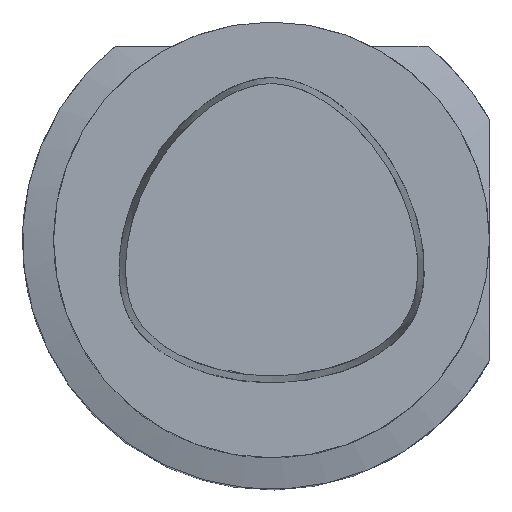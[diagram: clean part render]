
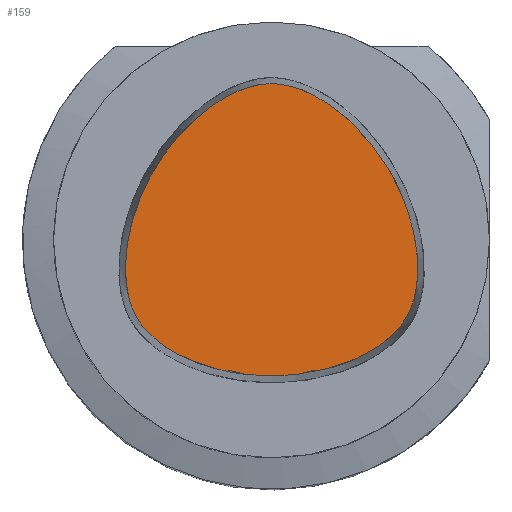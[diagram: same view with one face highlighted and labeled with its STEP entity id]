
A CAD part, top view. The second image highlights one B-rep face of the part: STEP entity #159.
In plain terms, the highlighted planar face has unit normal (0, 0, 1).
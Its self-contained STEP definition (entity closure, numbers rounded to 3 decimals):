
#112=B_SPLINE_CURVE_WITH_KNOTS('',3,(#801,#802,#803,#804,#805,#806,#807,
#808,#809,#810,#811,#812,#813,#814,#815,#816,#817,#818,#819,#820,#821,#822,
#823,#824,#825,#826,#827,#828,#829,#830,#831,#832,#833,#834),
 .UNSPECIFIED.,.F.,.F.,(4,2,2,2,2,2,2,2,2,2,2,2,2,2,2,2,4),(0.,0.063,0.125,
0.156,0.188,0.25,0.375,0.438,0.5,0.563,0.625,0.75,0.813,0.844,0.875,
0.938,1.),.UNSPECIFIED.);
#113=B_SPLINE_CURVE_WITH_KNOTS('',3,(#837,#838,#839,#840,#841,#842,#843),
 .UNSPECIFIED.,.F.,.F.,(4,3,4),(0.,0.5,1.),.UNSPECIFIED.);
#159=ADVANCED_FACE('',(#209),#189,.T.);
#189=PLANE('',#591);
#209=FACE_OUTER_BOUND('',#235,.T.);
#235=EDGE_LOOP('',(#279,#280));
#279=ORIENTED_EDGE('',*,*,#472,.T.);
#280=ORIENTED_EDGE('',*,*,#473,.T.);
#419=VERTEX_POINT('',#835);
#420=VERTEX_POINT('',#836);
#472=EDGE_CURVE('',#419,#420,#112,.T.);
#473=EDGE_CURVE('',#420,#419,#113,.T.);
#591=AXIS2_PLACEMENT_3D('',#844,#664,#665);
#664=DIRECTION('',(0.,0.,1.));
#665=DIRECTION('',(-1.,0.,0.));
#801=CARTESIAN_POINT('',(3.589,-19.518,38.));
#802=CARTESIAN_POINT('',(6.196,-19.221,38.));
#803=CARTESIAN_POINT('',(8.724,-18.632,38.));
#804=CARTESIAN_POINT('',(13.575,-16.697,38.));
#805=CARTESIAN_POINT('',(15.906,-15.376,38.));
#806=CARTESIAN_POINT('',(18.68,-12.581,38.));
#807=CARTESIAN_POINT('',(19.457,-11.51,38.));
#808=CARTESIAN_POINT('',(20.521,-9.098,38.));
#809=CARTESIAN_POINT('',(20.827,-7.814,38.));
#810=CARTESIAN_POINT('',(21.304,-3.888,38.));
#811=CARTESIAN_POINT('',(21.047,-1.226,38.));
#812=CARTESIAN_POINT('',(19.315,6.374,38.));
#813=CARTESIAN_POINT('',(16.815,11.137,38.));
#814=CARTESIAN_POINT('',(11.619,16.996,38.));
#815=CARTESIAN_POINT('',(9.623,18.742,38.));
#816=CARTESIAN_POINT('',(5.166,21.477,38.));
#817=CARTESIAN_POINT('',(2.608,22.531,38.));
#818=CARTESIAN_POINT('',(-2.62,22.521,38.));
#819=CARTESIAN_POINT('',(-5.168,21.474,38.));
#820=CARTESIAN_POINT('',(-9.634,18.739,38.));
#821=CARTESIAN_POINT('',(-11.623,16.992,38.));
#822=CARTESIAN_POINT('',(-16.814,11.135,38.));
#823=CARTESIAN_POINT('',(-19.309,6.387,38.));
#824=CARTESIAN_POINT('',(-21.052,-1.237,38.));
#825=CARTESIAN_POINT('',(-21.299,-3.883,38.));
#826=CARTESIAN_POINT('',(-20.832,-7.793,38.));
#827=CARTESIAN_POINT('',(-20.524,-9.084,38.));
#828=CARTESIAN_POINT('',(-19.465,-11.496,38.));
#829=CARTESIAN_POINT('',(-18.689,-12.568,38.));
#830=CARTESIAN_POINT('',(-15.912,-15.374,38.));
#831=CARTESIAN_POINT('',(-13.572,-16.695,38.));
#832=CARTESIAN_POINT('',(-8.747,-18.624,38.));
#833=CARTESIAN_POINT('',(-6.175,-19.224,38.));
#834=CARTESIAN_POINT('',(-3.589,-19.519,38.));
#835=CARTESIAN_POINT('',(3.589,-19.518,38.));
#836=CARTESIAN_POINT('',(-3.589,-19.519,38.));
#837=CARTESIAN_POINT('',(-3.589,-19.519,38.));
#838=CARTESIAN_POINT('',(-2.406,-19.654,38.));
#839=CARTESIAN_POINT('',(-1.203,-19.724,38.));
#840=CARTESIAN_POINT('',(0.,-19.724,38.));
#841=CARTESIAN_POINT('',(1.203,-19.724,38.));
#842=CARTESIAN_POINT('',(2.405,-19.653,38.));
#843=CARTESIAN_POINT('',(3.589,-19.518,38.));
#844=CARTESIAN_POINT('',(0.,0.,38.));
